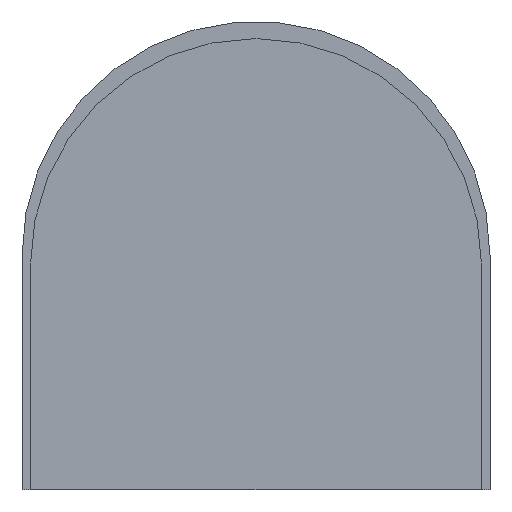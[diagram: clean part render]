
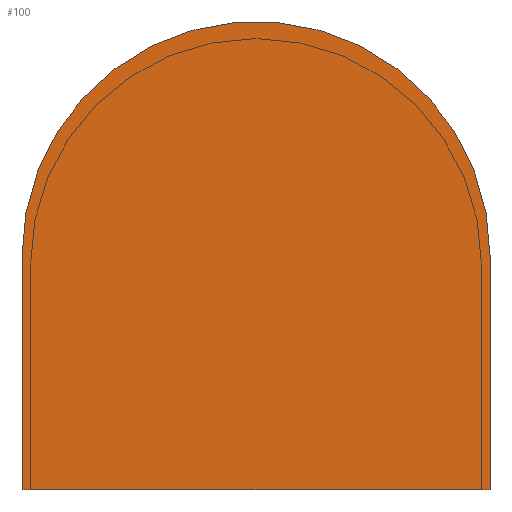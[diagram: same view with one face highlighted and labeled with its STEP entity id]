
A CAD part, front view. The second image highlights one B-rep face of the part: STEP entity #100.
In plain terms, the highlighted planar face has unit normal (0, -1, 0).
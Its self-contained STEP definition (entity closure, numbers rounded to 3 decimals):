
#100 = ADVANCED_FACE( '', ( #171 ), #172, .T. );
#171 = FACE_OUTER_BOUND( '', #221, .T. );
#172 = PLANE( '', #222 );
#221 = EDGE_LOOP( '', ( #314, #315, #316, #317 ) );
#222 = AXIS2_PLACEMENT_3D( '', #318, #319, #320 );
#314 = ORIENTED_EDGE( '', *, *, #343, .T. );
#315 = ORIENTED_EDGE( '', *, *, #354, .T. );
#316 = ORIENTED_EDGE( '', *, *, #356, .T. );
#317 = ORIENTED_EDGE( '', *, *, #330, .T. );
#318 = CARTESIAN_POINT( '', ( 0., -500.1, 2.055 ) );
#319 = DIRECTION( '', ( 0., -1., 0. ) );
#320 = DIRECTION( '', ( 0., 0., -1. ) );
#330 = EDGE_CURVE( '', #373, #371, #374, .T. );
#343 = EDGE_CURVE( '', #371, #391, #393, .T. );
#354 = EDGE_CURVE( '', #391, #404, #406, .T. );
#356 = EDGE_CURVE( '', #404, #373, #408, .T. );
#371 = VERTEX_POINT( '', #426 );
#373 = VERTEX_POINT( '', #429 );
#374 = LINE( '', #430, #431 );
#391 = VERTEX_POINT( '', #456 );
#393 = LINE( '', #459, #460 );
#404 = VERTEX_POINT( '', #474 );
#406 = CIRCLE( '', #477, 2.055 );
#408 = LINE( '', #479, #480 );
#426 = CARTESIAN_POINT( '', ( 2.055, -500.1, 0. ) );
#429 = CARTESIAN_POINT( '', ( -2.055, -500.1, 0. ) );
#430 = CARTESIAN_POINT( '', ( -2.055, -500.1, 0. ) );
#431 = VECTOR( '', #492, 1000. );
#456 = CARTESIAN_POINT( '', ( 2.055, -500.1, 2.055 ) );
#459 = CARTESIAN_POINT( '', ( 2.055, -500.1, 0. ) );
#460 = VECTOR( '', #502, 1000. );
#474 = CARTESIAN_POINT( '', ( -2.055, -500.1, 2.055 ) );
#477 = AXIS2_PLACEMENT_3D( '', #510, #511, #512 );
#479 = CARTESIAN_POINT( '', ( -2.055, -500.1, 2.055 ) );
#480 = VECTOR( '', #513, 1000. );
#492 = DIRECTION( '', ( 1., 0., 0. ) );
#502 = DIRECTION( '', ( 0., 0., 1. ) );
#510 = CARTESIAN_POINT( '', ( 0., -500.1, 2.055 ) );
#511 = DIRECTION( '', ( 0., -1., 0. ) );
#512 = DIRECTION( '', ( 1., 0., 0. ) );
#513 = DIRECTION( '', ( 0., 0., -1. ) );
